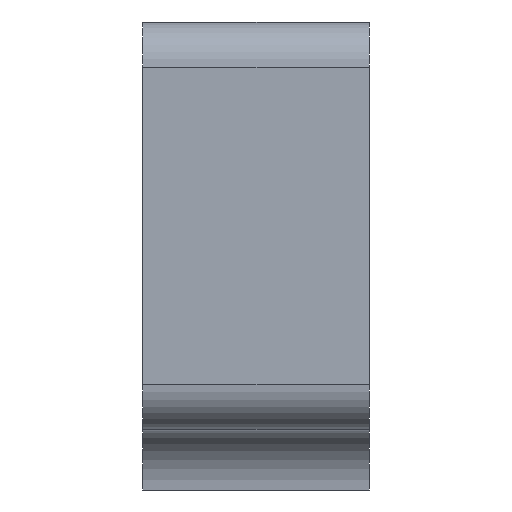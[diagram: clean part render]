
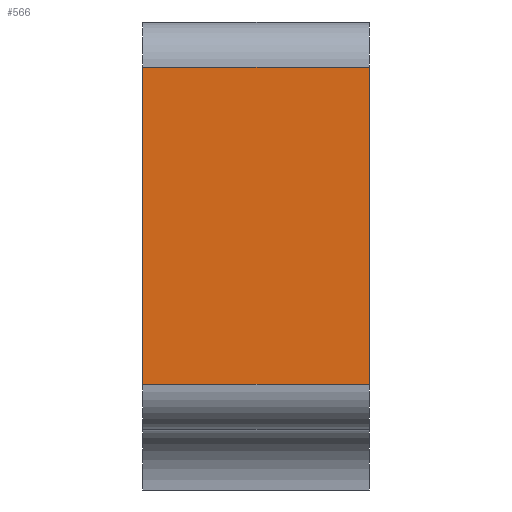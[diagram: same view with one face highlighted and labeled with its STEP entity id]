
A CAD part, left-side view. The second image highlights one B-rep face of the part: STEP entity #566.
In plain terms, the highlighted planar face has unit normal (-1, 0, 0).
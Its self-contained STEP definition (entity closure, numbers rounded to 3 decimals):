
#86=ORIENTED_EDGE('',*,*,#222,.T.);
#87=ORIENTED_EDGE('',*,*,#223,.T.);
#88=ORIENTED_EDGE('',*,*,#224,.F.);
#89=ORIENTED_EDGE('',*,*,#225,.T.);
#222=EDGE_CURVE('',#290,#291,#346,.T.);
#223=EDGE_CURVE('',#291,#292,#347,.F.);
#224=EDGE_CURVE('',#293,#292,#348,.T.);
#225=EDGE_CURVE('',#293,#290,#349,.T.);
#290=VERTEX_POINT('',#892);
#291=VERTEX_POINT('',#893);
#292=VERTEX_POINT('',#895);
#293=VERTEX_POINT('',#897);
#346=LINE('',#891,#370);
#347=LINE('',#894,#371);
#348=LINE('',#896,#372);
#349=LINE('',#898,#373);
#370=VECTOR('',#703,1000.);
#371=VECTOR('',#704,1000.);
#372=VECTOR('',#705,1000.);
#373=VECTOR('',#706,1000.);
#394=EDGE_LOOP('',(#86,#87,#88,#89));
#472=FACE_BOUND('',#394,.T.);
#550=PLANE('',#617);
#566=ADVANCED_FACE('',(#472),#550,.F.);
#617=AXIS2_PLACEMENT_3D('',#890,#701,#702);
#701=DIRECTION('',(1.,0.,0.));
#702=DIRECTION('',(0.,0.,-1.));
#703=DIRECTION('',(0.,0.,1.));
#704=DIRECTION('',(0.,-1.,0.));
#705=DIRECTION('',(0.,0.,1.));
#706=DIRECTION('',(0.,-1.,0.));
#890=CARTESIAN_POINT('',(-77.5,15.,-13.5));
#891=CARTESIAN_POINT('',(-77.5,0.,-13.5));
#892=CARTESIAN_POINT('',(-77.5,0.,-10.5));
#893=CARTESIAN_POINT('',(-77.5,0.,10.5));
#894=CARTESIAN_POINT('',(-77.5,15.,10.5));
#895=CARTESIAN_POINT('',(-77.5,15.,10.5));
#896=CARTESIAN_POINT('',(-77.5,15.,-13.5));
#897=CARTESIAN_POINT('',(-77.5,15.,-10.5));
#898=CARTESIAN_POINT('',(-77.5,15.,-10.5));
